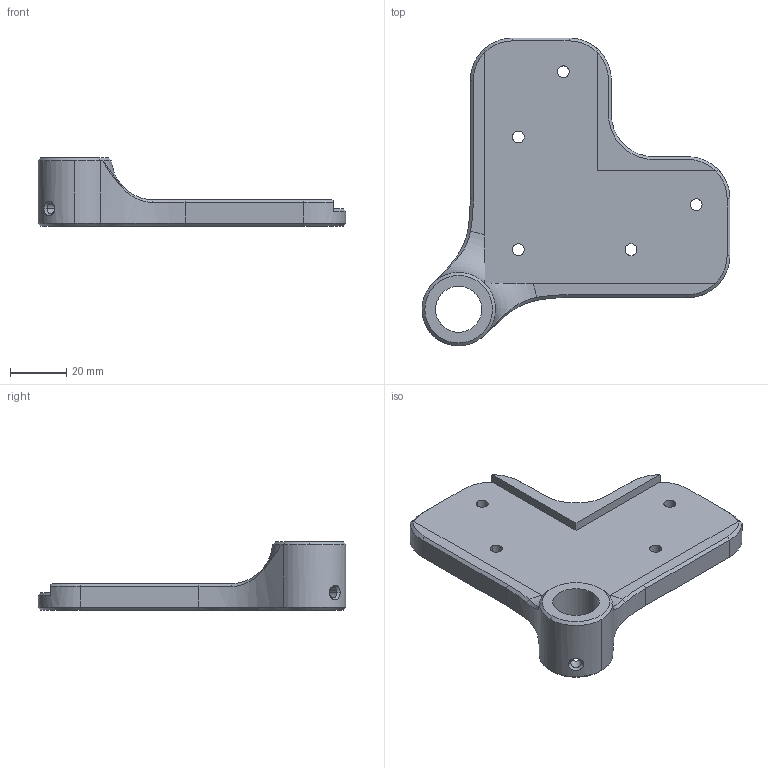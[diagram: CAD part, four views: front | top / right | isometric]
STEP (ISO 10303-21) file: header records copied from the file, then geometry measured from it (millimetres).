
FILE_DESCRIPTION (( 'STEP AP214' ), '1' );
FILE_NAME ('ecke halterung.STEP', '2024-09-22T19:02:03', ( '' ), ( '' ), 'SwSTEP 2.0', 'SolidWorks 2023', '' );
FILE_SCHEMA (( 'AUTOMOTIVE_DESIGN' ));
Length unit declared in the file: millimetre
Products named in the file (1): ecke halterung
Bounding box: 109.34 x 109.34 x 24.2 mm (x, y, z)
Volume: 53080.6 mm3; surface area: 20465.4 mm2
Topology: 1 solids, 1 shells, 110 faces, 270 edges, 167 vertices
Faces by surface type: plane 37, cylinder 31, cone 30, bspline 10, torus 2
Entity records: 5921 total; most frequent: CARTESIAN_POINT 3335, ORIENTED_EDGE 540, DIRECTION 518, EDGE_CURVE 270, AXIS2_PLACEMENT_3D 202, VERTEX_POINT 167, EDGE_LOOP 129, VECTOR 114
